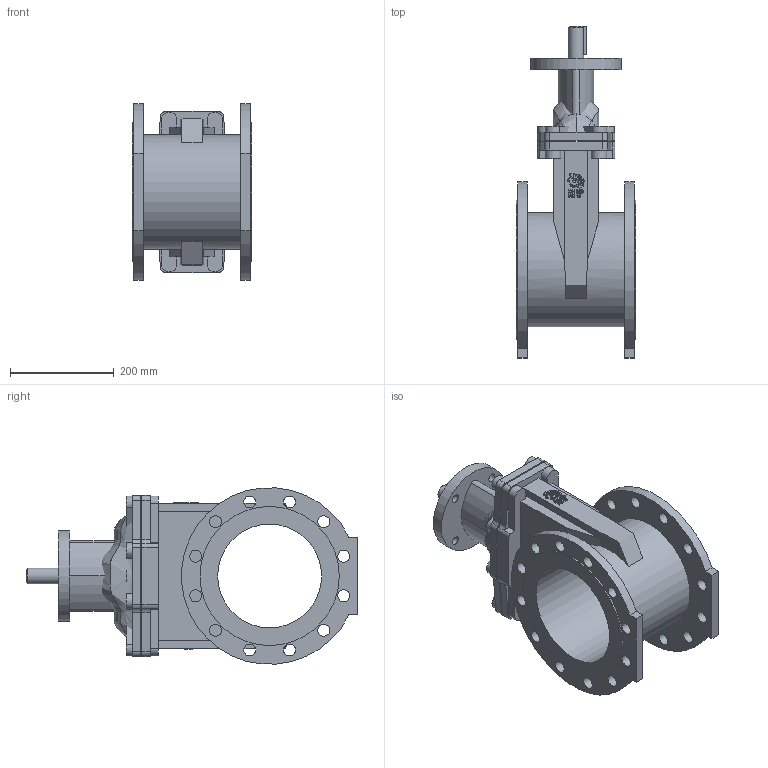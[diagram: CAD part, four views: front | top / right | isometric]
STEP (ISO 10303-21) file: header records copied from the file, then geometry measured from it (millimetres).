
FILE_DESCRIPTION(('STEP AP203'), '1');
FILE_NAME('3D_103-200-161', '', ('UNSPECIFIED'), ('UNSPECIFIED'), 'C3D Converter', 'C3D Toolkit', '');
FILE_SCHEMA(('CONFIG_CONTROL_DESIGN'));
Length unit declared in the file: millimetre
Bounding box: 230.01 x 639 x 339.05 mm (x, y, z)
Volume: 10142983.6 mm3; surface area: 1040874.5 mm2
Topology: 17 solids, 17 shells, 3413 faces, 10023 edges, 6681 vertices
Faces by surface type: plane 3300, cylinder 86, bspline 26, cone 1
Full cylindrical faces by diameter (mm): 16 x4, 21 x2, 23 x24, 25 x2, 30 x1, 175 x1, 200 x1, 220 x1, 268 x2
Entity records: 143805 total; most frequent: CARTESIAN_POINT 25579, ORIENTED_EDGE 19968, DIRECTION 16876, EDGE_CURVE 9984, LINE 9712, VECTOR 9712, VERTEX_POINT 6681, AXIS2_PLACEMENT_3D 3582
